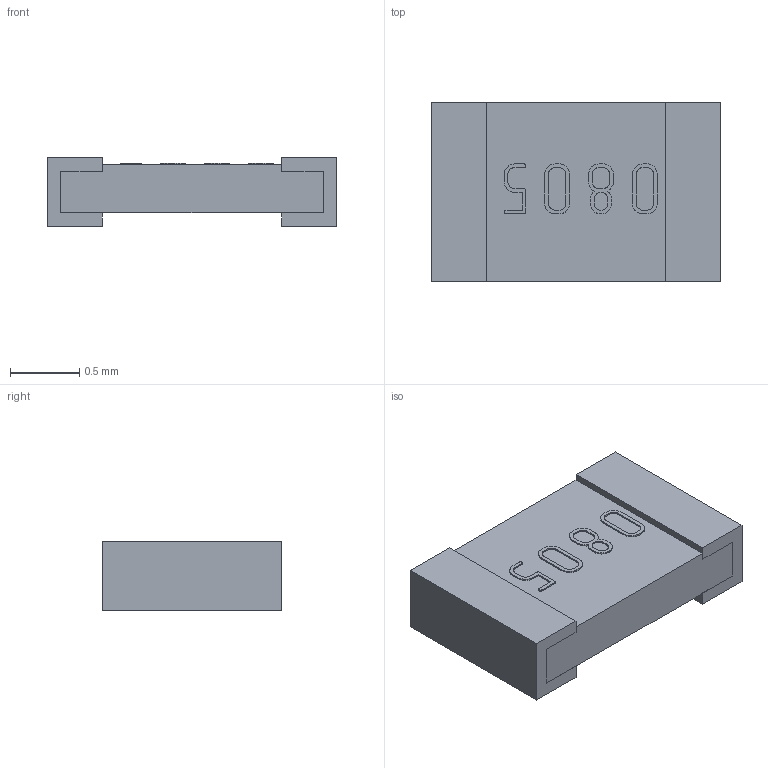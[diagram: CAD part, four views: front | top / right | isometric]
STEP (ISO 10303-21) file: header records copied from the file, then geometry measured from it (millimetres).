
FILE_DESCRIPTION(('STEP AP214'), '1');
FILE_NAME('SMD0805R', '', ('UNSPECIFIED'), ('UNSPECIFIED'), 'C3D Converter', 'C3D Toolkit', '');
FILE_SCHEMA(('AUTOMOTIVE_DESIGN { 1 0 10303 214 3 1 1}'));
Length unit declared in the file: millimetre
Bounding box: 2.1 x 1.3 x 0.5 mm (x, y, z)
Volume: 1.1 mm3; surface area: 14 mm2
Topology: 7 solids, 7 shells, 162 faces, 444 edges, 297 vertices
Faces by surface type: extrusion 82, plane 80
Entity records: 6424 total; most frequent: CARTESIAN_POINT 1396, ORIENTED_EDGE 888, DIRECTION 524, EDGE_CURVE 444, VECTOR 362, VERTEX_POINT 296, LINE 280, B_SPLINE_CURVE_WITH_KNOTS 246
